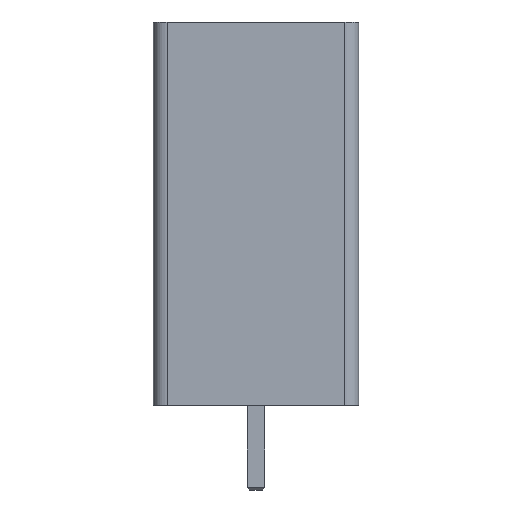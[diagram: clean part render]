
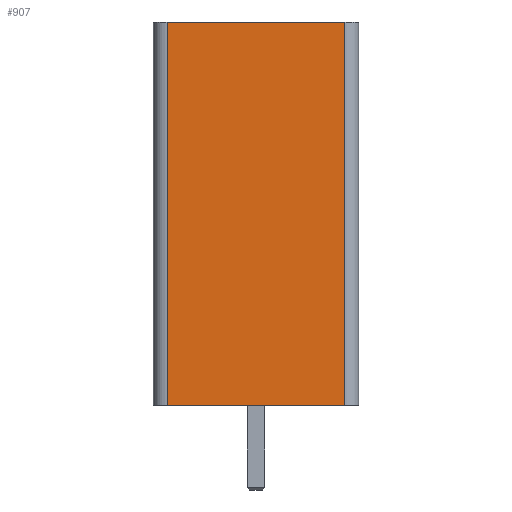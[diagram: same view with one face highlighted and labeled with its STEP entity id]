
A CAD part, left-side view. The second image highlights one B-rep face of the part: STEP entity #907.
In plain terms, the highlighted planar face has unit normal (-1, 0, 0).
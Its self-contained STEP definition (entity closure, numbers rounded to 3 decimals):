
#13=DIRECTION('',(0.,0.,1.));
#30=DIRECTION('',(1.,0.,0.));
#32=PLANE('',#33);
#33=AXIS2_PLACEMENT_3D('',#34,#13,#30);
#34=CARTESIAN_POINT('',(-3.6,-3.75,14.));
#38=VECTOR('',#39,1.);
#39=DIRECTION('',(1.,0.));
#40=( GEOMETRIC_REPRESENTATION_CONTEXT(2) PARAMETRIC_REPRESENTATION_CONTEXT() REPRESENTATION_CONTEXT('2D SPACE','') );
#45=DIRECTION('',(0.,1.,0.));
#48=CARTESIAN_POINT('',(14.,0.));
#49=VECTOR('',#50,1.);
#50=DIRECTION('',(0.,1.));
#53=VERTEX_POINT('',#54);
#54=CARTESIAN_POINT('',(-3.6,3.25,14.));
#66=DIRECTION('',(0.,-1.));
#68=CYLINDRICAL_SURFACE('',#69,0.5);
#69=AXIS2_PLACEMENT_3D('',#70,#13,#45);
#70=CARTESIAN_POINT('',(-3.1,3.25,0.));
#74=ORIENTED_EDGE('',*,*,#75,.F.);
#75=EDGE_CURVE('',#76,#53,#78,.T.);
#76=VERTEX_POINT('',#77);
#77=CARTESIAN_POINT('',(-3.6,-3.25,14.));
#78=SURFACE_CURVE('',#79,(#81,#85),.PCURVE_S1.);
#79=LINE('',#34,#80);
#80=VECTOR('',#45,1.);
#81=PCURVE('',#32,#82);
#82=DEFINITIONAL_REPRESENTATION('',(#83),#40);
#83=LINE('',#84,#49);
#84=CARTESIAN_POINT('',(0.,0.));
#85=PCURVE('',#86,#89);
#86=PLANE('',#87);
#87=AXIS2_PLACEMENT_3D('',#88,#30,#13);
#88=CARTESIAN_POINT('',(-3.6,-3.75,0.));
#89=DEFINITIONAL_REPRESENTATION('',(#90),#40);
#90=LINE('',#48,#91);
#91=VECTOR('',#66,1.);
#106=CYLINDRICAL_SURFACE('',#107,0.5);
#107=AXIS2_PLACEMENT_3D('',#108,#13,#109);
#108=CARTESIAN_POINT('',(-3.1,-3.25,0.));
#109=DIRECTION('',(-1.,0.,0.));
#306=PLANE('',#307);
#307=AXIS2_PLACEMENT_3D('',#88,#13,#30);
#312=VECTOR('',#13,1.);
#496=DEFINITIONAL_REPRESENTATION('',(#497),#40);
#497=LINE('',#498,#38);
#498=CARTESIAN_POINT('',(0.,-7.));
#510=DEFINITIONAL_REPRESENTATION('',(#511),#40);
#511=LINE('',#512,#38);
#512=CARTESIAN_POINT('',(0.,-0.5));
#514=DEFINITIONAL_REPRESENTATION('',(#515),#40);
#515=LINE('',#516,#49);
#516=CARTESIAN_POINT('',(1.571,0.));
#522=DEFINITIONAL_REPRESENTATION('',(#523),#40);
#523=LINE('',#84,#91);
#890=VERTEX_POINT('',#891);
#891=CARTESIAN_POINT('',(-3.6,-3.25,0.));
#901=ORIENTED_EDGE('',*,*,#902,.F.);
#902=EDGE_CURVE('',#890,#76,#903,.T.);
#903=SURFACE_CURVE('',#904,(#905,#906),.PCURVE_S1.);
#904=LINE('',#891,#312);
#905=PCURVE('',#106,#82);
#906=PCURVE('',#86,#510);
#907=ADVANCED_FACE('',(#908),#86,.F.);
#908=FACE_BOUND('',#909,.F.);
#909=EDGE_LOOP('',(#74,#901,#910,#918));
#910=ORIENTED_EDGE('',*,*,#911,.T.);
#911=EDGE_CURVE('',#890,#912,#914,.T.);
#912=VERTEX_POINT('',#913);
#913=CARTESIAN_POINT('',(-3.6,3.25,0.));
#914=SURFACE_CURVE('',#915,(#916,#917),.PCURVE_S1.);
#915=LINE('',#88,#80);
#916=PCURVE('',#86,#522);
#917=PCURVE('',#306,#82);
#918=ORIENTED_EDGE('',*,*,#919,.T.);
#919=EDGE_CURVE('',#912,#53,#920,.T.);
#920=SURFACE_CURVE('',#921,(#922,#923),.PCURVE_S1.);
#921=LINE('',#913,#312);
#922=PCURVE('',#86,#496);
#923=PCURVE('',#68,#514);
